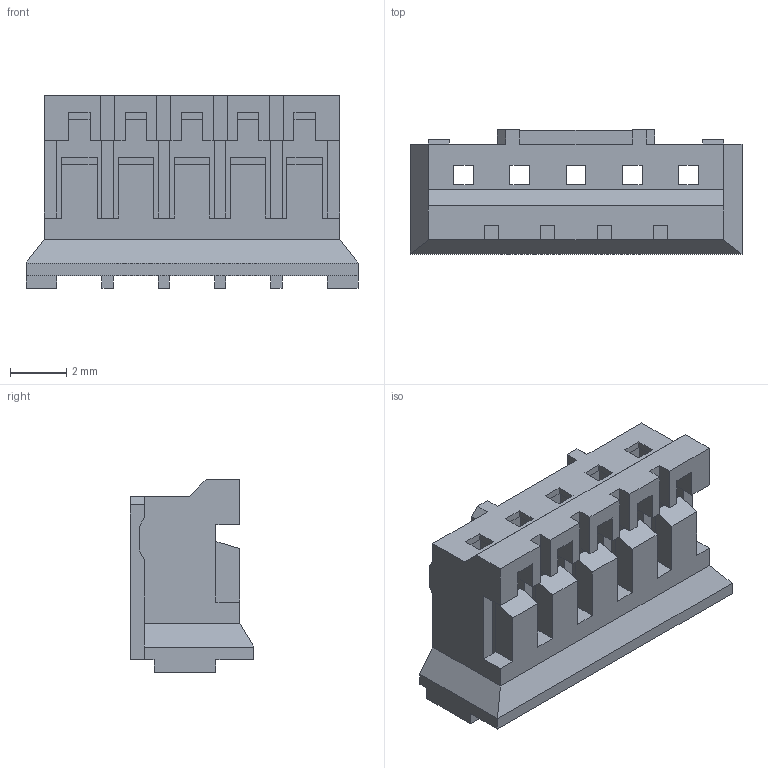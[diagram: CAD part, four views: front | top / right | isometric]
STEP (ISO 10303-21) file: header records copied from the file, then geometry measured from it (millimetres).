
FILE_DESCRIPTION (( 'STEP AP203' ), '1' );
FILE_NAME ('140-505-210-011.STEP', '2020-04-03T13:29:58', ( '' ), ( '' ), 'SwSTEP 2.0', 'SolidWorks 2016', '' );
FILE_SCHEMA (( 'CONFIG_CONTROL_DESIGN' ));
Length unit declared in the file: millimetre
Products named in the file (1): 140-505-210-011
Bounding box: 11.8 x 4.4 x 6.85 mm (x, y, z)
Volume: 118.8 mm3; surface area: 521.1 mm2
Topology: 1 solids, 1 shells, 176 faces, 498 edges, 314 vertices
Faces by surface type: plane 176
Entity records: 5627 total; most frequent: ORIENTED_EDGE 996, CARTESIAN_POINT 989, DIRECTION 852, EDGE_CURVE 498, VECTOR 498, LINE 498, VERTEX_POINT 314, EDGE_LOOP 186
